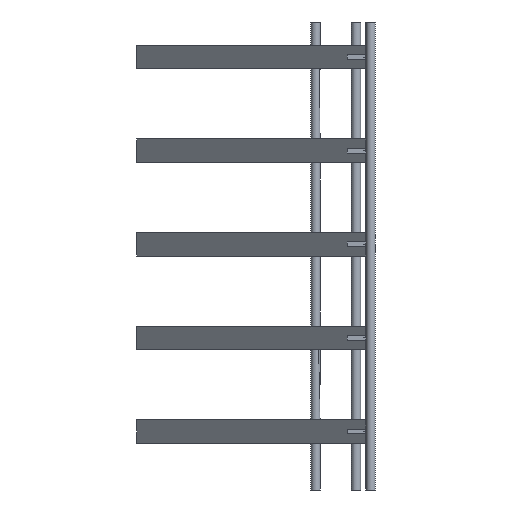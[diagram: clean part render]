
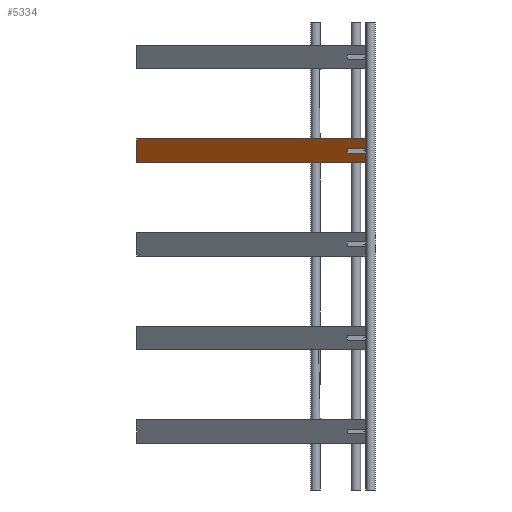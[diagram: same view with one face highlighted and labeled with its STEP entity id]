
A CAD part, left-side view. The second image highlights one B-rep face of the part: STEP entity #5334.
In plain terms, the highlighted planar face has unit normal (-0.707, 0.707, 0).
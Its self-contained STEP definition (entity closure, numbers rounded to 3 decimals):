
#1551 = CYLINDRICAL_SURFACE('',#1552,2.);
#1552 = AXIS2_PLACEMENT_3D('',#1553,#1554,#1555);
#1553 = CARTESIAN_POINT('',(2.,0.02,140.));
#1554 = DIRECTION('',(0.,0.,1.));
#1555 = DIRECTION('',(1.,0.,0.));
#2186 = VERTEX_POINT('',#2187);
#2187 = CARTESIAN_POINT('',(2.02,2.02,120.));
#2202 = PLANE('',#2203);
#2203 = AXIS2_PLACEMENT_3D('',#2204,#2205,#2206);
#2204 = CARTESIAN_POINT('',(53.734,45.448,120.));
#2205 = DIRECTION('',(0.,0.,1.));
#2206 = DIRECTION('',(1.,0.,-0.));
#2241 = VERTEX_POINT('',#2242);
#2242 = CARTESIAN_POINT('',(2.02,2.02,124.));
#2257 = PLANE('',#2258);
#2258 = AXIS2_PLACEMENT_3D('',#2259,#2260,#2261);
#2259 = CARTESIAN_POINT('',(0.,-9.875,124.));
#2260 = DIRECTION('',(0.,0.,1.));
#2261 = DIRECTION('',(1.,0.,0.));
#2269 = EDGE_CURVE('',#2186,#2241,#2270,.T.);
#2270 = SURFACE_CURVE('',#2271,(#2275,#2281),.PCURVE_S1.);
#2271 = LINE('',#2272,#2273);
#2272 = CARTESIAN_POINT('',(2.02,2.02,100.));
#2273 = VECTOR('',#2274,1.);
#2274 = DIRECTION('',(0.,0.,1.));
#2275 = PCURVE('',#1551,#2276);
#2276 = DEFINITIONAL_REPRESENTATION('',(#2277),#2280);
#2277 = B_SPLINE_CURVE_WITH_KNOTS('',1,(#2278,#2279),.UNSPECIFIED.,.F.,
  .F.,(2,2),(19.,31.),.PIECEWISE_BEZIER_KNOTS.);
#2278 = CARTESIAN_POINT('',(1.561,-21.));
#2279 = CARTESIAN_POINT('',(1.561,-9.));
#2280 = ( GEOMETRIC_REPRESENTATION_CONTEXT(2) 
PARAMETRIC_REPRESENTATION_CONTEXT() REPRESENTATION_CONTEXT('2D SPACE',''
  ) );
#2281 = PCURVE('',#2282,#2287);
#2282 = PLANE('',#2283);
#2283 = AXIS2_PLACEMENT_3D('',#2284,#2285,#2286);
#2284 = CARTESIAN_POINT('',(100.,100.,120.));
#2285 = DIRECTION('',(0.707,-0.707,0.));
#2286 = DIRECTION('',(-0.707,-0.707,0.));
#2287 = DEFINITIONAL_REPRESENTATION('',(#2288),#2291);
#2288 = B_SPLINE_CURVE_WITH_KNOTS('',1,(#2289,#2290),.UNSPECIFIED.,.F.,
  .F.,(2,2),(19.,31.),.PIECEWISE_BEZIER_KNOTS.);
#2289 = CARTESIAN_POINT('',(138.565,1.));
#2290 = CARTESIAN_POINT('',(138.565,-11.));
#2291 = ( GEOMETRIC_REPRESENTATION_CONTEXT(2) 
PARAMETRIC_REPRESENTATION_CONTEXT() REPRESENTATION_CONTEXT('2D SPACE',''
  ) );
#2407 = EDGE_CURVE('',#2408,#2410,#2412,.T.);
#2408 = VERTEX_POINT('',#2409);
#2409 = CARTESIAN_POINT('',(2.02,2.02,126.));
#2410 = VERTEX_POINT('',#2411);
#2411 = CARTESIAN_POINT('',(2.02,2.02,130.));
#2412 = SURFACE_CURVE('',#2413,(#2417,#2423),.PCURVE_S1.);
#2413 = LINE('',#2414,#2415);
#2414 = CARTESIAN_POINT('',(2.02,2.02,100.));
#2415 = VECTOR('',#2416,1.);
#2416 = DIRECTION('',(0.,0.,1.));
#2417 = PCURVE('',#1551,#2418);
#2418 = DEFINITIONAL_REPRESENTATION('',(#2419),#2422);
#2419 = B_SPLINE_CURVE_WITH_KNOTS('',1,(#2420,#2421),.UNSPECIFIED.,.F.,
  .F.,(2,2),(19.,31.),.PIECEWISE_BEZIER_KNOTS.);
#2420 = CARTESIAN_POINT('',(1.561,-21.));
#2421 = CARTESIAN_POINT('',(1.561,-9.));
#2422 = ( GEOMETRIC_REPRESENTATION_CONTEXT(2) 
PARAMETRIC_REPRESENTATION_CONTEXT() REPRESENTATION_CONTEXT('2D SPACE',''
  ) );
#2423 = PCURVE('',#2282,#2424);
#2424 = DEFINITIONAL_REPRESENTATION('',(#2425),#2428);
#2425 = B_SPLINE_CURVE_WITH_KNOTS('',1,(#2426,#2427),.UNSPECIFIED.,.F.,
  .F.,(2,2),(19.,31.),.PIECEWISE_BEZIER_KNOTS.);
#2426 = CARTESIAN_POINT('',(138.565,1.));
#2427 = CARTESIAN_POINT('',(138.565,-11.));
#2428 = ( GEOMETRIC_REPRESENTATION_CONTEXT(2) 
PARAMETRIC_REPRESENTATION_CONTEXT() REPRESENTATION_CONTEXT('2D SPACE',''
  ) );
#2447 = PLANE('',#2448);
#2448 = AXIS2_PLACEMENT_3D('',#2449,#2450,#2451);
#2449 = CARTESIAN_POINT('',(0.,-9.875,126.));
#2450 = DIRECTION('',(0.,0.,1.));
#2451 = DIRECTION('',(1.,0.,0.));
#2500 = PLANE('',#2501);
#2501 = AXIS2_PLACEMENT_3D('',#2502,#2503,#2504);
#2502 = CARTESIAN_POINT('',(53.734,45.448,130.));
#2503 = DIRECTION('',(0.,0.,1.));
#2504 = DIRECTION('',(1.,0.,-0.));
#5188 = VERTEX_POINT('',#5189);
#5189 = CARTESIAN_POINT('',(100.,100.,120.));
#5203 = PLANE('',#5204);
#5204 = AXIS2_PLACEMENT_3D('',#5205,#5206,#5207);
#5205 = CARTESIAN_POINT('',(90.,81.,120.));
#5206 = DIRECTION('',(-0.885,0.466,0.));
#5207 = DIRECTION('',(0.466,0.885,0.));
#5215 = EDGE_CURVE('',#5188,#2186,#5216,.T.);
#5216 = SURFACE_CURVE('',#5217,(#5221,#5228),.PCURVE_S1.);
#5217 = LINE('',#5218,#5219);
#5218 = CARTESIAN_POINT('',(100.,100.,120.));
#5219 = VECTOR('',#5220,1.);
#5220 = DIRECTION('',(-0.707,-0.707,0.));
#5221 = PCURVE('',#2202,#5222);
#5222 = DEFINITIONAL_REPRESENTATION('',(#5223),#5227);
#5223 = LINE('',#5224,#5225);
#5224 = CARTESIAN_POINT('',(46.266,54.552));
#5225 = VECTOR('',#5226,1.);
#5226 = DIRECTION('',(-0.707,-0.707));
#5227 = ( GEOMETRIC_REPRESENTATION_CONTEXT(2) 
PARAMETRIC_REPRESENTATION_CONTEXT() REPRESENTATION_CONTEXT('2D SPACE',''
  ) );
#5228 = PCURVE('',#2282,#5229);
#5229 = DEFINITIONAL_REPRESENTATION('',(#5230),#5234);
#5230 = LINE('',#5231,#5232);
#5231 = CARTESIAN_POINT('',(0.,0.));
#5232 = VECTOR('',#5233,1.);
#5233 = DIRECTION('',(1.,0.));
#5234 = ( GEOMETRIC_REPRESENTATION_CONTEXT(2) 
PARAMETRIC_REPRESENTATION_CONTEXT() REPRESENTATION_CONTEXT('2D SPACE',''
  ) );
#5287 = VERTEX_POINT('',#5288);
#5288 = CARTESIAN_POINT('',(10.,10.,124.));
#5302 = PLANE('',#5303);
#5303 = AXIS2_PLACEMENT_3D('',#5304,#5305,#5306);
#5304 = CARTESIAN_POINT('',(10.,-9.875,124.));
#5305 = DIRECTION('',(1.,0.,0.));
#5306 = DIRECTION('',(0.,0.,1.));
#5314 = EDGE_CURVE('',#5287,#2241,#5315,.T.);
#5315 = SURFACE_CURVE('',#5316,(#5320,#5326),.PCURVE_S1.);
#5316 = LINE('',#5317,#5318);
#5317 = CARTESIAN_POINT('',(47.531,47.531,124.));
#5318 = VECTOR('',#5319,1.);
#5319 = DIRECTION('',(-0.707,-0.707,0.));
#5320 = PCURVE('',#2257,#5321);
#5321 = DEFINITIONAL_REPRESENTATION('',(#5322),#5325);
#5322 = B_SPLINE_CURVE_WITH_KNOTS('',1,(#5323,#5324),.UNSPECIFIED.,.F.,
  .F.,(2,2),(53.077,67.219),.PIECEWISE_BEZIER_KNOTS.);
#5323 = CARTESIAN_POINT('',(10.,19.875));
#5324 = CARTESIAN_POINT('',(0.,9.875));
#5325 = ( GEOMETRIC_REPRESENTATION_CONTEXT(2) 
PARAMETRIC_REPRESENTATION_CONTEXT() REPRESENTATION_CONTEXT('2D SPACE',''
  ) );
#5326 = PCURVE('',#2282,#5327);
#5327 = DEFINITIONAL_REPRESENTATION('',(#5328),#5331);
#5328 = B_SPLINE_CURVE_WITH_KNOTS('',1,(#5329,#5330),.UNSPECIFIED.,.F.,
  .F.,(2,2),(53.077,67.219),.PIECEWISE_BEZIER_KNOTS.);
#5329 = CARTESIAN_POINT('',(127.279,-4.));
#5330 = CARTESIAN_POINT('',(141.421,-4.));
#5331 = ( GEOMETRIC_REPRESENTATION_CONTEXT(2) 
PARAMETRIC_REPRESENTATION_CONTEXT() REPRESENTATION_CONTEXT('2D SPACE',''
  ) );
#5334 = ADVANCED_FACE('',(#5335),#2282,.F.);
#5335 = FACE_BOUND('',#5336,.F.);
#5336 = EDGE_LOOP('',(#5337,#5338,#5361,#5382,#5383,#5404,#5423,#5424));
#5337 = ORIENTED_EDGE('',*,*,#5215,.F.);
#5338 = ORIENTED_EDGE('',*,*,#5339,.T.);
#5339 = EDGE_CURVE('',#5188,#5340,#5342,.T.);
#5340 = VERTEX_POINT('',#5341);
#5341 = CARTESIAN_POINT('',(100.,100.,130.));
#5342 = SURFACE_CURVE('',#5343,(#5347,#5354),.PCURVE_S1.);
#5343 = LINE('',#5344,#5345);
#5344 = CARTESIAN_POINT('',(100.,100.,120.));
#5345 = VECTOR('',#5346,1.);
#5346 = DIRECTION('',(0.,0.,1.));
#5347 = PCURVE('',#2282,#5348);
#5348 = DEFINITIONAL_REPRESENTATION('',(#5349),#5353);
#5349 = LINE('',#5350,#5351);
#5350 = CARTESIAN_POINT('',(0.,0.));
#5351 = VECTOR('',#5352,1.);
#5352 = DIRECTION('',(0.,-1.));
#5353 = ( GEOMETRIC_REPRESENTATION_CONTEXT(2) 
PARAMETRIC_REPRESENTATION_CONTEXT() REPRESENTATION_CONTEXT('2D SPACE',''
  ) );
#5354 = PCURVE('',#5203,#5355);
#5355 = DEFINITIONAL_REPRESENTATION('',(#5356),#5360);
#5356 = LINE('',#5357,#5358);
#5357 = CARTESIAN_POINT('',(21.471,0.));
#5358 = VECTOR('',#5359,1.);
#5359 = DIRECTION('',(0.,-1.));
#5360 = ( GEOMETRIC_REPRESENTATION_CONTEXT(2) 
PARAMETRIC_REPRESENTATION_CONTEXT() REPRESENTATION_CONTEXT('2D SPACE',''
  ) );
#5361 = ORIENTED_EDGE('',*,*,#5362,.T.);
#5362 = EDGE_CURVE('',#5340,#2410,#5363,.T.);
#5363 = SURFACE_CURVE('',#5364,(#5368,#5375),.PCURVE_S1.);
#5364 = LINE('',#5365,#5366);
#5365 = CARTESIAN_POINT('',(100.,100.,130.));
#5366 = VECTOR('',#5367,1.);
#5367 = DIRECTION('',(-0.707,-0.707,0.));
#5368 = PCURVE('',#2282,#5369);
#5369 = DEFINITIONAL_REPRESENTATION('',(#5370),#5374);
#5370 = LINE('',#5371,#5372);
#5371 = CARTESIAN_POINT('',(0.,-10.));
#5372 = VECTOR('',#5373,1.);
#5373 = DIRECTION('',(1.,0.));
#5374 = ( GEOMETRIC_REPRESENTATION_CONTEXT(2) 
PARAMETRIC_REPRESENTATION_CONTEXT() REPRESENTATION_CONTEXT('2D SPACE',''
  ) );
#5375 = PCURVE('',#2500,#5376);
#5376 = DEFINITIONAL_REPRESENTATION('',(#5377),#5381);
#5377 = LINE('',#5378,#5379);
#5378 = CARTESIAN_POINT('',(46.266,54.552));
#5379 = VECTOR('',#5380,1.);
#5380 = DIRECTION('',(-0.707,-0.707));
#5381 = ( GEOMETRIC_REPRESENTATION_CONTEXT(2) 
PARAMETRIC_REPRESENTATION_CONTEXT() REPRESENTATION_CONTEXT('2D SPACE',''
  ) );
#5382 = ORIENTED_EDGE('',*,*,#2407,.F.);
#5383 = ORIENTED_EDGE('',*,*,#5384,.F.);
#5384 = EDGE_CURVE('',#5385,#2408,#5387,.T.);
#5385 = VERTEX_POINT('',#5386);
#5386 = CARTESIAN_POINT('',(10.,10.,126.));
#5387 = SURFACE_CURVE('',#5388,(#5392,#5398),.PCURVE_S1.);
#5388 = LINE('',#5389,#5390);
#5389 = CARTESIAN_POINT('',(47.531,47.531,126.));
#5390 = VECTOR('',#5391,1.);
#5391 = DIRECTION('',(-0.707,-0.707,0.));
#5392 = PCURVE('',#2282,#5393);
#5393 = DEFINITIONAL_REPRESENTATION('',(#5394),#5397);
#5394 = B_SPLINE_CURVE_WITH_KNOTS('',1,(#5395,#5396),.UNSPECIFIED.,.F.,
  .F.,(2,2),(53.077,67.219),.PIECEWISE_BEZIER_KNOTS.);
#5395 = CARTESIAN_POINT('',(127.279,-6.));
#5396 = CARTESIAN_POINT('',(141.421,-6.));
#5397 = ( GEOMETRIC_REPRESENTATION_CONTEXT(2) 
PARAMETRIC_REPRESENTATION_CONTEXT() REPRESENTATION_CONTEXT('2D SPACE',''
  ) );
#5398 = PCURVE('',#2447,#5399);
#5399 = DEFINITIONAL_REPRESENTATION('',(#5400),#5403);
#5400 = B_SPLINE_CURVE_WITH_KNOTS('',1,(#5401,#5402),.UNSPECIFIED.,.F.,
  .F.,(2,2),(53.077,67.219),.PIECEWISE_BEZIER_KNOTS.);
#5401 = CARTESIAN_POINT('',(10.,19.875));
#5402 = CARTESIAN_POINT('',(0.,9.875));
#5403 = ( GEOMETRIC_REPRESENTATION_CONTEXT(2) 
PARAMETRIC_REPRESENTATION_CONTEXT() REPRESENTATION_CONTEXT('2D SPACE',''
  ) );
#5404 = ORIENTED_EDGE('',*,*,#5405,.F.);
#5405 = EDGE_CURVE('',#5287,#5385,#5406,.T.);
#5406 = SURFACE_CURVE('',#5407,(#5411,#5417),.PCURVE_S1.);
#5407 = LINE('',#5408,#5409);
#5408 = CARTESIAN_POINT('',(10.,10.,122.));
#5409 = VECTOR('',#5410,1.);
#5410 = DIRECTION('',(-0.,0.,1.));
#5411 = PCURVE('',#2282,#5412);
#5412 = DEFINITIONAL_REPRESENTATION('',(#5413),#5416);
#5413 = B_SPLINE_CURVE_WITH_KNOTS('',1,(#5414,#5415),.UNSPECIFIED.,.F.,
  .F.,(2,2),(2.,4.),.PIECEWISE_BEZIER_KNOTS.);
#5414 = CARTESIAN_POINT('',(127.279,-4.));
#5415 = CARTESIAN_POINT('',(127.279,-6.));
#5416 = ( GEOMETRIC_REPRESENTATION_CONTEXT(2) 
PARAMETRIC_REPRESENTATION_CONTEXT() REPRESENTATION_CONTEXT('2D SPACE',''
  ) );
#5417 = PCURVE('',#5302,#5418);
#5418 = DEFINITIONAL_REPRESENTATION('',(#5419),#5422);
#5419 = B_SPLINE_CURVE_WITH_KNOTS('',1,(#5420,#5421),.UNSPECIFIED.,.F.,
  .F.,(2,2),(2.,4.),.PIECEWISE_BEZIER_KNOTS.);
#5420 = CARTESIAN_POINT('',(0.,-19.875));
#5421 = CARTESIAN_POINT('',(2.,-19.875));
#5422 = ( GEOMETRIC_REPRESENTATION_CONTEXT(2) 
PARAMETRIC_REPRESENTATION_CONTEXT() REPRESENTATION_CONTEXT('2D SPACE',''
  ) );
#5423 = ORIENTED_EDGE('',*,*,#5314,.T.);
#5424 = ORIENTED_EDGE('',*,*,#2269,.F.);
